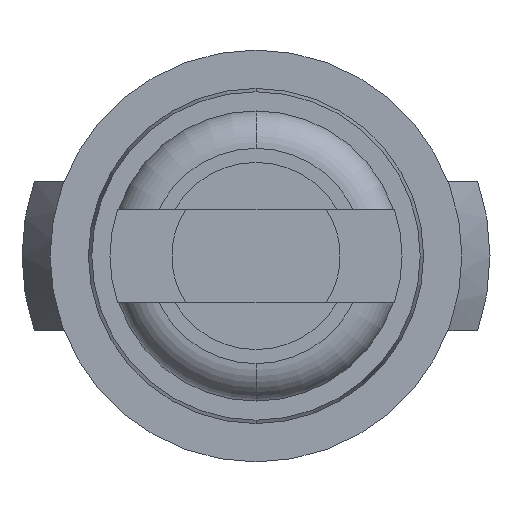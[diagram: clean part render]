
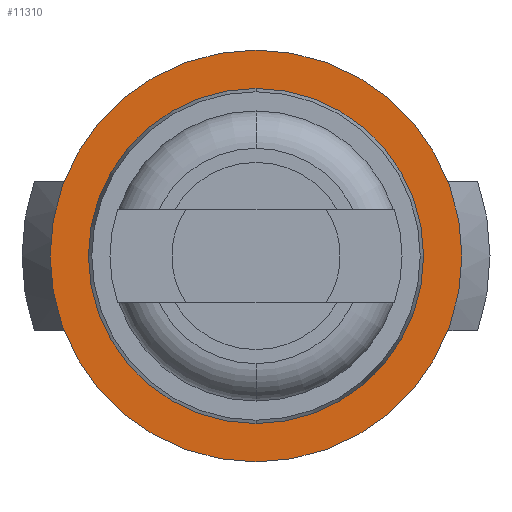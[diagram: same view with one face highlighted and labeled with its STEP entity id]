
A CAD part, front view. The second image highlights one B-rep face of the part: STEP entity #11310.
In plain terms, the highlighted planar face has unit normal (0, -1, 0).
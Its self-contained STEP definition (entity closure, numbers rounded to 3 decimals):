
#61 = CARTESIAN_POINT ( 'NONE',  ( 0.895, -27.5, 0. ) ) ;
#215 = ORIENTED_EDGE ( 'NONE', *, *, #7310, .F. ) ;
#313 = CARTESIAN_POINT ( 'NONE',  ( 0., -27.5, 1.1 ) ) ;
#1127 = ORIENTED_EDGE ( 'NONE', *, *, #1599, .T. ) ;
#1399 = AXIS2_PLACEMENT_3D ( 'NONE', #61, #2658, #8995 ) ;
#1469 = DIRECTION ( 'NONE',  ( 0., -1., 0. ) ) ;
#1599 = EDGE_CURVE ( 'Defeature ausgef�hrt1_3+Defeature ausgef�hrt1_4+Defeature ausgef�hrt1_4+Defeature ausgef�hrt1_4', #8741, #8042, #10798, .T. ) ;
#1722 = CIRCLE ( 'NONE', #3775, 1.1 ) ;
#1862 = DIRECTION ( 'NONE',  ( 0., 0., -1. ) ) ;
#1877 = CIRCLE ( 'NONE', #8490, 0.895 ) ;
#2658 = DIRECTION ( 'NONE',  ( 0., -1., 0. ) ) ;
#2908 = ORIENTED_EDGE ( 'NONE', *, *, #5735, .T. ) ;
#3035 = VERTEX_POINT ( 'NONE', #7313 ) ;
#3775 = AXIS2_PLACEMENT_3D ( 'NONE', #9752, #4209, #10648 ) ;
#4016 = ORIENTED_EDGE ( 'NONE', *, *, #5667, .F. ) ;
#4209 = DIRECTION ( 'NONE',  ( 0., -1., 0. ) ) ;
#4479 = EDGE_LOOP ( 'NONE', ( #1127, #2908 ) ) ;
#4987 = AXIS2_PLACEMENT_3D ( 'NONE', #8810, #1469, #7940 ) ;
#5159 = CARTESIAN_POINT ( 'NONE',  ( 0., -27.5, 0.895 ) ) ;
#5472 = VERTEX_POINT ( 'NONE', #5159 ) ;
#5667 = EDGE_CURVE ( 'Defeature ausgef�hrt1_2+Defeature ausgef�hrt1_3+Defeature ausgef�hrt1_3+Defeature ausgef�hrt1_3', #5472, #3035, #8086, .T. ) ;
#5735 = EDGE_CURVE ( 'Defeature ausgef�hrt1_3+Defeature ausgef�hrt1_4+Defeature ausgef�hrt1_4+Defeature ausgef�hrt1_4', #8042, #8741, #1722, .T. ) ;
#6682 = AXIS2_PLACEMENT_3D ( 'NONE', #8004, #8863, #11576 ) ;
#7293 = CARTESIAN_POINT ( 'NONE',  ( 0., -27.5, 0. ) ) ;
#7310 = EDGE_CURVE ( 'Defeature ausgef�hrt1_2+Defeature ausgef�hrt1_3+Defeature ausgef�hrt1_3+Defeature ausgef�hrt1_3', #3035, #5472, #1877, .T. ) ;
#7313 = CARTESIAN_POINT ( 'NONE',  ( 0., -27.5, -0.895 ) ) ;
#7478 = FACE_BOUND ( 'NONE', #7594, .T. ) ;
#7594 = EDGE_LOOP ( 'NONE', ( #215, #4016 ) ) ;
#7940 = DIRECTION ( 'NONE',  ( 0., 0., -1. ) ) ;
#8004 = CARTESIAN_POINT ( 'NONE',  ( 0., -27.5, 0. ) ) ;
#8042 = VERTEX_POINT ( 'NONE', #313 ) ;
#8086 = CIRCLE ( 'NONE', #4987, 0.895 ) ;
#8087 = PLANE ( 'NONE',  #1399 ) ;
#8490 = AXIS2_PLACEMENT_3D ( 'NONE', #7293, #10929, #1862 ) ;
#8741 = VERTEX_POINT ( 'NONE', #10841 ) ;
#8810 = CARTESIAN_POINT ( 'NONE',  ( 0., -27.5, 0. ) ) ;
#8863 = DIRECTION ( 'NONE',  ( 0., -1., 0. ) ) ;
#8995 = DIRECTION ( 'NONE',  ( 0., 0., -1. ) ) ;
#9454 = FACE_OUTER_BOUND ( 'NONE', #4479, .T. ) ;
#9752 = CARTESIAN_POINT ( 'NONE',  ( 0., -27.5, 0. ) ) ;
#10648 = DIRECTION ( 'NONE',  ( 0., 0., -1. ) ) ;
#10798 = CIRCLE ( 'NONE', #6682, 1.1 ) ;
#10841 = CARTESIAN_POINT ( 'NONE',  ( 0., -27.5, -1.1 ) ) ;
#10929 = DIRECTION ( 'NONE',  ( 0., -1., 0. ) ) ;
#11310 = ADVANCED_FACE ( 'Defeature ausgef�hrt1_3', ( #9454, #7478 ), #8087, .T. ) ;
#11576 = DIRECTION ( 'NONE',  ( 0., 0., -1. ) ) ;
